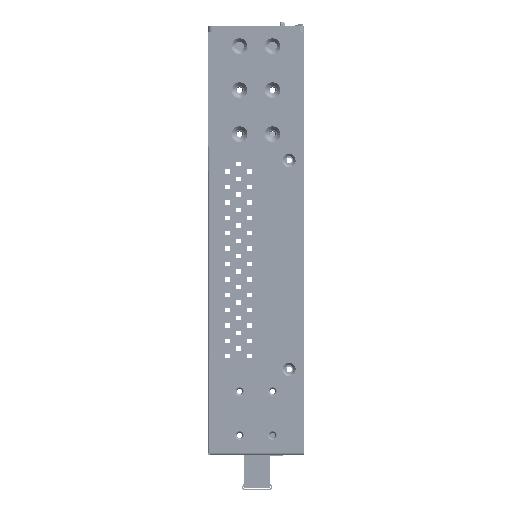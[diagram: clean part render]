
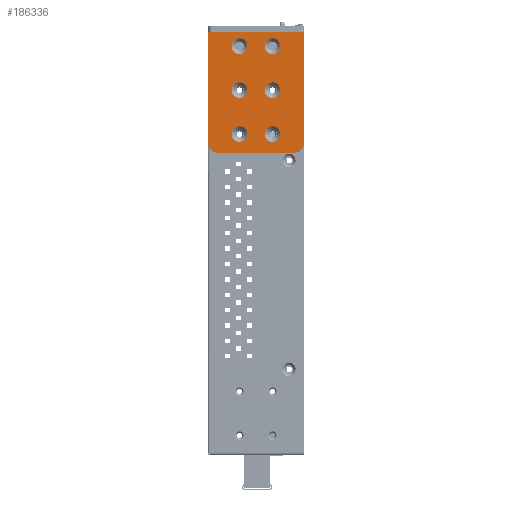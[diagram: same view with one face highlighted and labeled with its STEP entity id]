
A CAD part, left-side view. The second image highlights one B-rep face of the part: STEP entity #186336.
In plain terms, the highlighted planar face has unit normal (-1, 0, 0).
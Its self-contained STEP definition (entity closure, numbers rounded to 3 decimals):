
#185575=DIRECTION('',(0.,-1.,0.));
#185576=VECTOR('',#185575,34.);
#185577=CARTESIAN_POINT('',(-222.5,39.,137.5));
#185578=LINE('',#185577,#185576);
#185579=CARTESIAN_POINT('',(-222.5,39.,142.5));
#185580=DIRECTION('',(-1.,0.,0.));
#185581=DIRECTION('',(0.,1.,0.));
#185582=AXIS2_PLACEMENT_3D('',#185579,#185580,#185581);
#185584=DIRECTION('',(0.,0.,-1.));
#185585=VECTOR('',#185584,50.);
#185586=CARTESIAN_POINT('',(-222.5,44.,192.5));
#185587=LINE('',#185586,#185585);
#185588=DIRECTION('',(0.,1.,0.));
#185589=VECTOR('',#185588,44.);
#185590=CARTESIAN_POINT('',(-222.5,0.,192.5));
#185591=LINE('',#185590,#185589);
#185592=DIRECTION('',(0.,0.,1.));
#185593=VECTOR('',#185592,50.);
#185594=CARTESIAN_POINT('',(-222.5,0.,142.5));
#185595=LINE('',#185594,#185593);
#185596=CARTESIAN_POINT('',(-222.5,5.,142.5));
#185597=DIRECTION('',(-1.,0.,0.));
#185598=DIRECTION('',(0.,0.,-1.));
#185599=AXIS2_PLACEMENT_3D('',#185596,#185597,#185598);
#185601=CARTESIAN_POINT('',(-222.5,29.5,146.));
#185602=DIRECTION('',(1.,0.,0.));
#185603=DIRECTION('',(0.,0.,-1.));
#185604=AXIS2_PLACEMENT_3D('',#185601,#185602,#185603);
#185606=CARTESIAN_POINT('',(-222.5,29.5,146.));
#185607=DIRECTION('',(1.,0.,0.));
#185608=DIRECTION('',(0.,0.,1.));
#185609=AXIS2_PLACEMENT_3D('',#185606,#185607,#185608);
#185611=CARTESIAN_POINT('',(-222.5,14.5,146.));
#185612=DIRECTION('',(1.,0.,0.));
#185613=DIRECTION('',(0.,0.,-1.));
#185614=AXIS2_PLACEMENT_3D('',#185611,#185612,#185613);
#185616=CARTESIAN_POINT('',(-222.5,14.5,146.));
#185617=DIRECTION('',(1.,0.,0.));
#185618=DIRECTION('',(0.,0.,1.));
#185619=AXIS2_PLACEMENT_3D('',#185616,#185617,#185618);
#185621=CARTESIAN_POINT('',(-222.5,14.5,166.));
#185622=DIRECTION('',(1.,0.,0.));
#185623=DIRECTION('',(0.,0.,-1.));
#185624=AXIS2_PLACEMENT_3D('',#185621,#185622,#185623);
#185626=CARTESIAN_POINT('',(-222.5,14.5,166.));
#185627=DIRECTION('',(1.,0.,0.));
#185628=DIRECTION('',(0.,0.,1.));
#185629=AXIS2_PLACEMENT_3D('',#185626,#185627,#185628);
#185631=CARTESIAN_POINT('',(-222.5,29.5,166.));
#185632=DIRECTION('',(1.,0.,0.));
#185633=DIRECTION('',(0.,0.,-1.));
#185634=AXIS2_PLACEMENT_3D('',#185631,#185632,#185633);
#185636=CARTESIAN_POINT('',(-222.5,29.5,166.));
#185637=DIRECTION('',(1.,0.,0.));
#185638=DIRECTION('',(0.,0.,1.));
#185639=AXIS2_PLACEMENT_3D('',#185636,#185637,#185638);
#185641=CARTESIAN_POINT('',(-222.5,29.5,186.));
#185642=DIRECTION('',(1.,0.,0.));
#185643=DIRECTION('',(0.,0.,-1.));
#185644=AXIS2_PLACEMENT_3D('',#185641,#185642,#185643);
#185646=CARTESIAN_POINT('',(-222.5,29.5,186.));
#185647=DIRECTION('',(1.,0.,0.));
#185648=DIRECTION('',(0.,0.,1.));
#185649=AXIS2_PLACEMENT_3D('',#185646,#185647,#185648);
#185651=CARTESIAN_POINT('',(-222.5,14.5,186.));
#185652=DIRECTION('',(1.,0.,0.));
#185653=DIRECTION('',(0.,0.,-1.));
#185654=AXIS2_PLACEMENT_3D('',#185651,#185652,#185653);
#185656=CARTESIAN_POINT('',(-222.5,14.5,186.));
#185657=DIRECTION('',(1.,0.,0.));
#185658=DIRECTION('',(0.,0.,1.));
#185659=AXIS2_PLACEMENT_3D('',#185656,#185657,#185658);
#185932=CARTESIAN_POINT('',(-222.5,44.,192.5));
#185933=VERTEX_POINT('',#185932);
#185946=CARTESIAN_POINT('',(-222.5,0.,192.5));
#185947=VERTEX_POINT('',#185946);
#185960=CARTESIAN_POINT('',(-222.5,44.,142.5));
#185961=VERTEX_POINT('',#185960);
#185974=CARTESIAN_POINT('',(-222.5,0.,142.5));
#185975=VERTEX_POINT('',#185974);
#185978=CARTESIAN_POINT('',(-222.5,39.,137.5));
#185979=VERTEX_POINT('',#185978);
#185986=CARTESIAN_POINT('',(-222.5,5.,137.5));
#185987=VERTEX_POINT('',#185986);
#185994=CARTESIAN_POINT('',(-222.5,29.5,142.4));
#185995=CARTESIAN_POINT('',(-222.5,29.5,149.6));
#185996=VERTEX_POINT('',#185994);
#185997=VERTEX_POINT('',#185995);
#186006=CARTESIAN_POINT('',(-222.5,14.5,142.4));
#186007=CARTESIAN_POINT('',(-222.5,14.5,149.6));
#186008=VERTEX_POINT('',#186006);
#186009=VERTEX_POINT('',#186007);
#186018=CARTESIAN_POINT('',(-222.5,14.5,162.4));
#186019=CARTESIAN_POINT('',(-222.5,14.5,169.6));
#186020=VERTEX_POINT('',#186018);
#186021=VERTEX_POINT('',#186019);
#186034=CARTESIAN_POINT('',(-222.5,14.5,182.4));
#186035=VERTEX_POINT('',#186034);
#186036=CARTESIAN_POINT('',(-222.5,29.5,162.4));
#186037=CARTESIAN_POINT('',(-222.5,29.5,169.6));
#186038=VERTEX_POINT('',#186036);
#186039=VERTEX_POINT('',#186037);
#186048=CARTESIAN_POINT('',(-222.5,14.5,
189.6));
#186049=VERTEX_POINT('',#186048);
#186050=CARTESIAN_POINT('',(-222.5,29.5,182.4));
#186051=CARTESIAN_POINT('',(-222.5,29.5,189.6));
#186052=VERTEX_POINT('',#186050);
#186053=VERTEX_POINT('',#186051);
#186284=CARTESIAN_POINT('',(-222.5,0.,192.5));
#186285=DIRECTION('',(1.,0.,0.));
#186286=DIRECTION('',(0.,-1.,0.));
#186287=AXIS2_PLACEMENT_3D('',#186284,#186285,#186286);
#186288=PLANE('',#186287);
#186290=ORIENTED_EDGE('',*,*,#186289,.F.);
#186292=ORIENTED_EDGE('',*,*,#186291,.F.);
#186293=ORIENTED_EDGE('',*,*,#186274,.F.);
#186294=ORIENTED_EDGE('',*,*,#186124,.F.);
#186295=ORIENTED_EDGE('',*,*,#186208,.F.);
#186297=ORIENTED_EDGE('',*,*,#186296,.F.);
#186298=EDGE_LOOP('',(#186290,#186292,#186293,#186294,#186295,#186297));
#186299=FACE_OUTER_BOUND('',#186298,.F.);
#186301=ORIENTED_EDGE('',*,*,#186300,.F.);
#186303=ORIENTED_EDGE('',*,*,#186302,.F.);
#186304=EDGE_LOOP('',(#186301,#186303));
#186305=FACE_BOUND('',#186304,.F.);
#186307=ORIENTED_EDGE('',*,*,#186306,.F.);
#186309=ORIENTED_EDGE('',*,*,#186308,.F.);
#186310=EDGE_LOOP('',(#186307,#186309));
#186311=FACE_BOUND('',#186310,.F.);
#186313=ORIENTED_EDGE('',*,*,#186312,.F.);
#186315=ORIENTED_EDGE('',*,*,#186314,.F.);
#186316=EDGE_LOOP('',(#186313,#186315));
#186317=FACE_BOUND('',#186316,.F.);
#186319=ORIENTED_EDGE('',*,*,#186318,.F.);
#186321=ORIENTED_EDGE('',*,*,#186320,.F.);
#186322=EDGE_LOOP('',(#186319,#186321));
#186323=FACE_BOUND('',#186322,.F.);
#186325=ORIENTED_EDGE('',*,*,#186324,.F.);
#186327=ORIENTED_EDGE('',*,*,#186326,.F.);
#186328=EDGE_LOOP('',(#186325,#186327));
#186329=FACE_BOUND('',#186328,.F.);
#186331=ORIENTED_EDGE('',*,*,#186330,.F.);
#186333=ORIENTED_EDGE('',*,*,#186332,.F.);
#186334=EDGE_LOOP('',(#186331,#186333));
#186335=FACE_BOUND('',#186334,.F.);
#186336=ADVANCED_FACE('',(#186299,#186305,#186311,#186317,#186323,#186329,
#186335),#186288,.F.);
#185583=CIRCLE('',#185582,5.);
#185600=CIRCLE('',#185599,5.);
#185605=CIRCLE('',#185604,3.6);
#185610=CIRCLE('',#185609,3.6);
#185615=CIRCLE('',#185614,3.6);
#185620=CIRCLE('',#185619,3.6);
#185625=CIRCLE('',#185624,3.6);
#185630=CIRCLE('',#185629,3.6);
#185635=CIRCLE('',#185634,3.6);
#185640=CIRCLE('',#185639,3.6);
#185645=CIRCLE('',#185644,3.6);
#185650=CIRCLE('',#185649,3.6);
#185655=CIRCLE('',#185654,3.6);
#185660=CIRCLE('',#185659,3.6);
#186124=EDGE_CURVE('',#185947,#185933,#185591,.T.);
#186208=EDGE_CURVE('',#185975,#185947,#185595,.T.);
#186274=EDGE_CURVE('',#185933,#185961,#185587,.T.);
#186289=EDGE_CURVE('',#185979,#185987,#185578,.T.);
#186291=EDGE_CURVE('',#185961,#185979,#185583,.T.);
#186296=EDGE_CURVE('',#185987,#185975,#185600,.T.);
#186300=EDGE_CURVE('',#185996,#185997,#185605,.T.);
#186302=EDGE_CURVE('',#185997,#185996,#185610,.T.);
#186306=EDGE_CURVE('',#186008,#186009,#185615,.T.);
#186308=EDGE_CURVE('',#186009,#186008,#185620,.T.);
#186312=EDGE_CURVE('',#186020,#186021,#185625,.T.);
#186314=EDGE_CURVE('',#186021,#186020,#185630,.T.);
#186318=EDGE_CURVE('',#186038,#186039,#185635,.T.);
#186320=EDGE_CURVE('',#186039,#186038,#185640,.T.);
#186324=EDGE_CURVE('',#186052,#186053,#185645,.T.);
#186326=EDGE_CURVE('',#186053,#186052,#185650,.T.);
#186330=EDGE_CURVE('',#186035,#186049,#185655,.T.);
#186332=EDGE_CURVE('',#186049,#186035,#185660,.T.);
